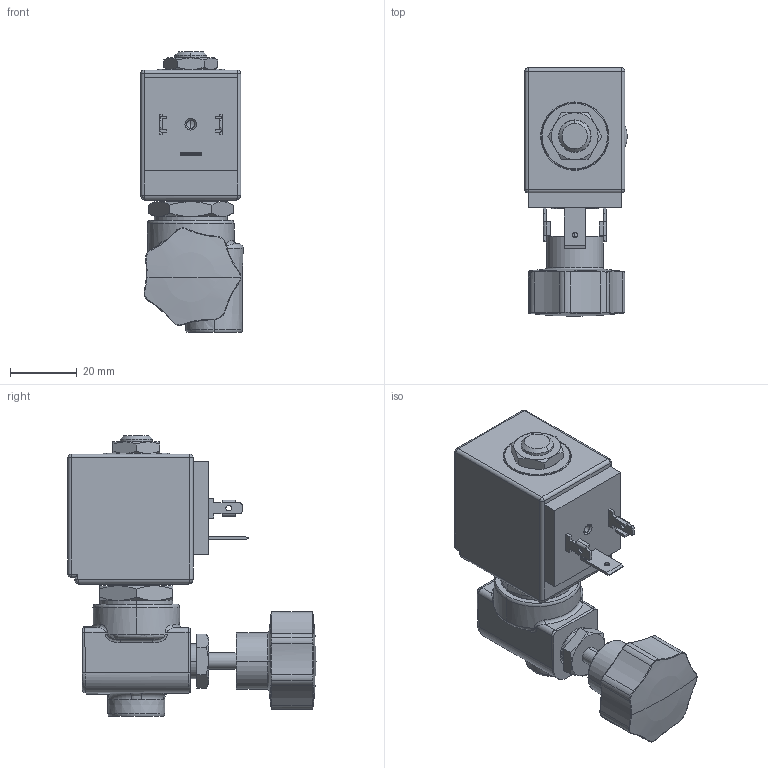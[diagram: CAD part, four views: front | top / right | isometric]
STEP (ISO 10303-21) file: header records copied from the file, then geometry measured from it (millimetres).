
FILE_DESCRIPTION((''),'2;1');
FILE_NAME('21A16KE25_XV_BDA_INGOMBRO_ASM','2009-07-08T',('romeri'),('O.D.E.'),'PRO/ENGINEER BY PARAMETRIC TECHNOLOGY CORPORATION, 2005450','PRO/ENGINEER BY PARAMETRIC TECHNOLOGY CORPORATION, 2005450','');
FILE_SCHEMA(('CONFIG_CONTROL_DESIGN'));
Length unit declared in the file: millimetre
Products named in the file (7): 450A16_INGOMBRO; 450606_INGOMBRO; 451745_INGOMBRO; BOBINA_8_W_INGOMBRO; 450145; 450146; 21A16KE25_XV_BDA_INGOMBRO_ASM
Assembly tree (6 placements, depth 2):
  21A16KE25_XV_BDA_INGOMBRO_ASM
    450A16_INGOMBRO
    450606_INGOMBRO
    451745_INGOMBRO
    BOBINA_8_W_INGOMBRO
    450145
    450146
Bounding box: 30.72 x 74.4 x 84.05 mm (x, y, z)
Volume: 52415.9 mm3; surface area: 28464 mm2
Topology: 6 solids, 14 shells, 573 faces, 1326 edges, 800 vertices
Faces by surface type: plane 249, cylinder 152, cone 57, torus 56, bspline 45, sphere 14
Entity records: 23393 total; most frequent: CARTESIAN_POINT 5801, ORIENTED_EDGE 2630, DIRECTION 2561, EDGE_CURVE 1322, PRESENTATION_STYLE_ASSIGNMENT 1148, STYLED_ITEM 1082, AXIS2_PLACEMENT_3D 954, CURVE_STYLE 892
